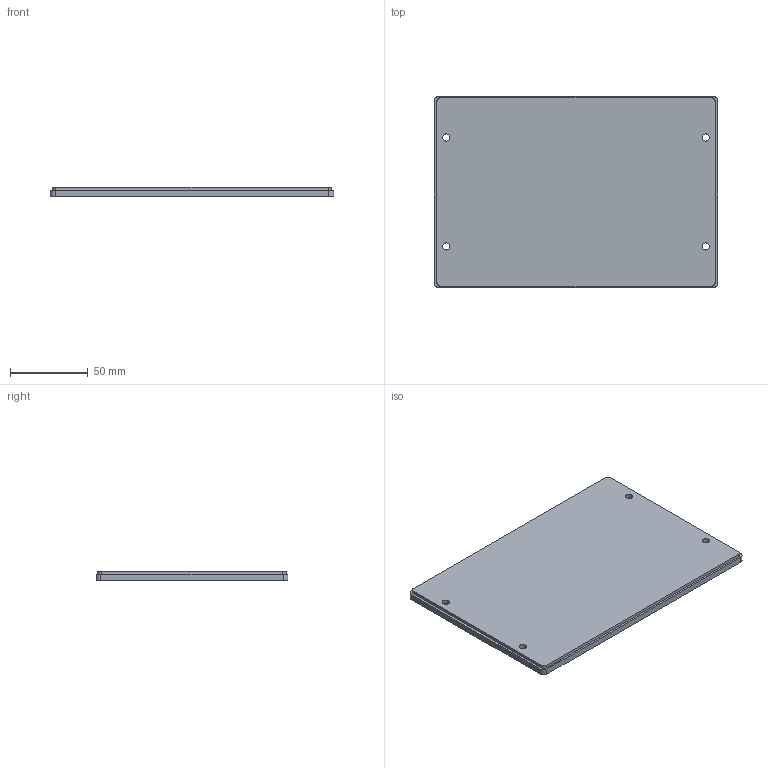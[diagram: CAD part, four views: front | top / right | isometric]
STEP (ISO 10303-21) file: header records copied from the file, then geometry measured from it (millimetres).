
FILE_DESCRIPTION(('FreeCAD Model'),'2;1');
FILE_NAME('Open CASCADE Shape Model','2025-06-08T06:56:26',(''),(''), 'Open CASCADE STEP processor 7.8','FreeCAD','Unknown');
FILE_SCHEMA(('AUTOMOTIVE_DESIGN { 1 0 10303 214 1 1 1 1 }'));
Length unit declared in the file: millimetre
Products named in the file (1): Pocket
Bounding box: 182 x 123.2 x 6 mm (x, y, z)
Volume: 128705 mm3; surface area: 49745.7 mm2
Topology: 1 solids, 1 shells, 140 faces, 380 edges, 252 vertices
Faces by surface type: extrusion 65, plane 59, cylinder 12, cone 4
Full cylindrical faces by diameter (mm): 4.6 x4
Entity records: 4508 total; most frequent: CARTESIAN_POINT 1163, ORIENTED_EDGE 760, DIRECTION 495, EDGE_CURVE 380, VECTOR 287, VERTEX_POINT 252, LINE 222, B_SPLINE_CURVE_WITH_KNOTS 195
